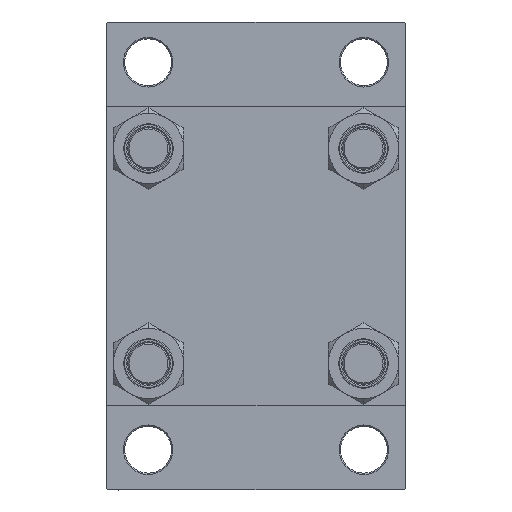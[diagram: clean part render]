
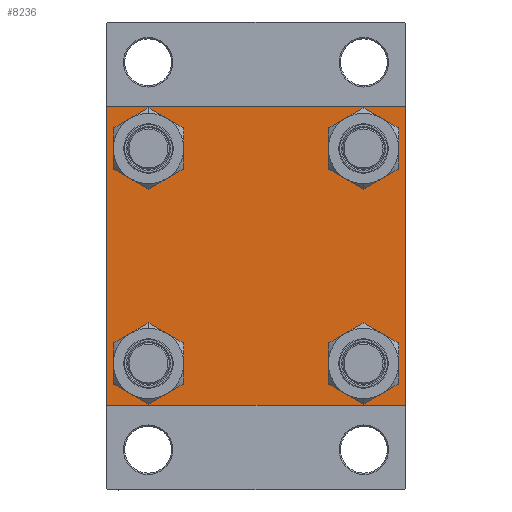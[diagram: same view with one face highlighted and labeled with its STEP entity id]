
A CAD part, left-side view. The second image highlights one B-rep face of the part: STEP entity #8236.
In plain terms, the highlighted planar face has unit normal (-1, 0, 0).
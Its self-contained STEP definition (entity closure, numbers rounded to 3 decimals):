
#152 = ORIENTED_EDGE ( 'NONE', *, *, #41163, .T. ) ;
#702 = CIRCLE ( 'NONE', #47584, 8.5 ) ;
#893 = AXIS2_PLACEMENT_3D ( 'NONE', #17061, #36359, #39312 ) ;
#1266 = DIRECTION ( 'NONE',  ( 0., -0.707, -0.707 ) ) ;
#1438 = CARTESIAN_POINT ( 'NONE',  ( 0., 57., -57.5 ) ) ;
#1530 = FACE_BOUND ( 'NONE', #11278, .T. ) ;
#1664 = CIRCLE ( 'NONE', #18838, 8.5 ) ;
#1673 = DIRECTION ( 'NONE',  ( 0., 0., -1. ) ) ;
#2252 = CARTESIAN_POINT ( 'NONE',  ( 0., -57.5, 57. ) ) ;
#2821 = VERTEX_POINT ( 'NONE', #41794 ) ;
#2926 = DIRECTION ( 'NONE',  ( 0., 0., 1. ) ) ;
#3136 = CARTESIAN_POINT ( 'NONE',  ( 0., -41.35, -32.85 ) ) ;
#3190 = CARTESIAN_POINT ( 'NONE',  ( 0., -41.35, 41.35 ) ) ;
#3225 = ORIENTED_EDGE ( 'NONE', *, *, #34054, .T. ) ;
#3370 = CARTESIAN_POINT ( 'NONE',  ( 0., 41.35, -41.35 ) ) ;
#3865 = CARTESIAN_POINT ( 'NONE',  ( 0., -57., 57.5 ) ) ;
#3907 = CARTESIAN_POINT ( 'NONE',  ( 0., -57.5, 57.5 ) ) ;
#4047 = CARTESIAN_POINT ( 'NONE',  ( 0., -57.25, -57.25 ) ) ;
#4475 = PLANE ( 'NONE',  #13678 ) ;
#4899 = VERTEX_POINT ( 'NONE', #2252 ) ;
#5339 = VECTOR ( 'NONE', #9575, 1000. ) ;
#5606 = CIRCLE ( 'NONE', #31337, 8.5 ) ;
#5845 = CIRCLE ( 'NONE', #17550, 8.5 ) ;
#6012 = VERTEX_POINT ( 'NONE', #16863 ) ;
#6340 = AXIS2_PLACEMENT_3D ( 'NONE', #45559, #19651, #44612 ) ;
#6510 = EDGE_LOOP ( 'NONE', ( #37047, #152 ) ) ;
#6654 = EDGE_LOOP ( 'NONE', ( #33939, #43322 ) ) ;
#6659 = ORIENTED_EDGE ( 'NONE', *, *, #41888, .T. ) ;
#7145 = EDGE_CURVE ( 'NONE', #14583, #31831, #5845, .T. ) ;
#7217 = DIRECTION ( 'NONE',  ( 0., 0., 1. ) ) ;
#7452 = CARTESIAN_POINT ( 'NONE',  ( 0., -41.35, 32.85 ) ) ;
#7693 = VERTEX_POINT ( 'NONE', #7452 ) ;
#8149 = DIRECTION ( 'NONE',  ( -1., 0., 0. ) ) ;
#8236 = ADVANCED_FACE ( 'NONE', ( #1530, #12065, #38684, #41868, #30612 ), #4475, .T. ) ;
#8630 = DIRECTION ( 'NONE',  ( 0., 0., 1. ) ) ;
#8646 = DIRECTION ( 'NONE',  ( 0., 0.707, 0.707 ) ) ;
#8885 = LINE ( 'NONE', #24263, #25676 ) ;
#9575 = DIRECTION ( 'NONE',  ( 0., 0.707, -0.707 ) ) ;
#9984 = DIRECTION ( 'NONE',  ( 0., 0., 1. ) ) ;
#10173 = DIRECTION ( 'NONE',  ( 0., 0., -1. ) ) ;
#10628 = VERTEX_POINT ( 'NONE', #19767 ) ;
#11278 = EDGE_LOOP ( 'NONE', ( #13961, #20848 ) ) ;
#11513 = VERTEX_POINT ( 'NONE', #1438 ) ;
#12065 = FACE_BOUND ( 'NONE', #6510, .T. ) ;
#13016 = VERTEX_POINT ( 'NONE', #37466 ) ;
#13152 = DIRECTION ( 'NONE',  ( 0., 0., 1. ) ) ;
#13659 = VERTEX_POINT ( 'NONE', #35045 ) ;
#13678 = AXIS2_PLACEMENT_3D ( 'NONE', #16674, #8149, #8630 ) ;
#13685 = CARTESIAN_POINT ( 'NONE',  ( 0., -41.35, 41.35 ) ) ;
#13961 = ORIENTED_EDGE ( 'NONE', *, *, #46271, .T. ) ;
#13992 = EDGE_CURVE ( 'NONE', #41785, #14607, #47977, .T. ) ;
#14136 = CARTESIAN_POINT ( 'NONE',  ( 0., 41.35, 41.35 ) ) ;
#14201 = CARTESIAN_POINT ( 'NONE',  ( 0., 57.25, 57.25 ) ) ;
#14583 = VERTEX_POINT ( 'NONE', #3136 ) ;
#14607 = VERTEX_POINT ( 'NONE', #3865 ) ;
#14985 = EDGE_CURVE ( 'NONE', #33144, #11513, #19850, .T. ) ;
#15196 = EDGE_CURVE ( 'NONE', #41785, #31771, #28131, .T. ) ;
#15754 = AXIS2_PLACEMENT_3D ( 'NONE', #3190, #40095, #35949 ) ;
#15981 = EDGE_LOOP ( 'NONE', ( #24080, #41195 ) ) ;
#16674 = CARTESIAN_POINT ( 'NONE',  ( 0., 0., 0. ) ) ;
#16863 = CARTESIAN_POINT ( 'NONE',  ( 0., -41.35, 49.85 ) ) ;
#17061 = CARTESIAN_POINT ( 'NONE',  ( 0., 41.35, -41.35 ) ) ;
#17187 = LINE ( 'NONE', #17904, #41546 ) ;
#17550 = AXIS2_PLACEMENT_3D ( 'NONE', #39067, #20500, #13152 ) ;
#17904 = CARTESIAN_POINT ( 'NONE',  ( 0., 57.5, -57.5 ) ) ;
#18004 = AXIS2_PLACEMENT_3D ( 'NONE', #14136, #20752, #21711 ) ;
#18160 = CARTESIAN_POINT ( 'NONE',  ( 0., 57.5, 57.5 ) ) ;
#18784 = CIRCLE ( 'NONE', #18004, 8.5 ) ;
#18838 = AXIS2_PLACEMENT_3D ( 'NONE', #13685, #43509, #2926 ) ;
#18955 = DIRECTION ( 'NONE',  ( 0., -0.707, 0.707 ) ) ;
#19333 = CARTESIAN_POINT ( 'NONE',  ( 0., 41.35, -49.85 ) ) ;
#19651 = DIRECTION ( 'NONE',  ( 1., 0., 0. ) ) ;
#19767 = CARTESIAN_POINT ( 'NONE',  ( 0., -57.5, -57. ) ) ;
#19850 = LINE ( 'NONE', #45512, #28741 ) ;
#20500 = DIRECTION ( 'NONE',  ( 1., 0., 0. ) ) ;
#20628 = EDGE_CURVE ( 'NONE', #4899, #14607, #8885, .T. ) ;
#20752 = DIRECTION ( 'NONE',  ( 1., 0., 0. ) ) ;
#20848 = ORIENTED_EDGE ( 'NONE', *, *, #45247, .T. ) ;
#21204 = EDGE_CURVE ( 'NONE', #13659, #38958, #702, .T. ) ;
#21711 = DIRECTION ( 'NONE',  ( 0., 0., 1. ) ) ;
#22439 = VECTOR ( 'NONE', #44557, 1000. ) ;
#22474 = LINE ( 'NONE', #3907, #39959 ) ;
#23688 = EDGE_CURVE ( 'NONE', #38958, #13659, #18784, .T. ) ;
#24080 = ORIENTED_EDGE ( 'NONE', *, *, #46469, .T. ) ;
#24263 = CARTESIAN_POINT ( 'NONE',  ( 0., -57.25, 57.25 ) ) ;
#24609 = EDGE_CURVE ( 'NONE', #4899, #10628, #22474, .T. ) ;
#25173 = EDGE_CURVE ( 'NONE', #11513, #2821, #17187, .T. ) ;
#25523 = CARTESIAN_POINT ( 'NONE',  ( 0., 57.5, -57. ) ) ;
#25676 = VECTOR ( 'NONE', #8646, 1000. ) ;
#26469 = ORIENTED_EDGE ( 'NONE', *, *, #20628, .T. ) ;
#27432 = CIRCLE ( 'NONE', #15754, 8.5 ) ;
#28131 = LINE ( 'NONE', #14201, #5339 ) ;
#28727 = CARTESIAN_POINT ( 'NONE',  ( 0., 57., 57.5 ) ) ;
#28741 = VECTOR ( 'NONE', #1266, 1000. ) ;
#29196 = CARTESIAN_POINT ( 'NONE',  ( 0., 41.35, 41.35 ) ) ;
#29291 = CARTESIAN_POINT ( 'NONE',  ( 0., 57.5, 57. ) ) ;
#29384 = DIRECTION ( 'NONE',  ( 0., -1., 0. ) ) ;
#30612 = FACE_OUTER_BOUND ( 'NONE', #45789, .T. ) ;
#31219 = ORIENTED_EDGE ( 'NONE', *, *, #13992, .F. ) ;
#31337 = AXIS2_PLACEMENT_3D ( 'NONE', #3370, #40029, #9984 ) ;
#31771 = VERTEX_POINT ( 'NONE', #29291 ) ;
#31831 = VERTEX_POINT ( 'NONE', #45895 ) ;
#33144 = VERTEX_POINT ( 'NONE', #25523 ) ;
#33335 = ORIENTED_EDGE ( 'NONE', *, *, #24609, .F. ) ;
#33654 = CIRCLE ( 'NONE', #6340, 8.5 ) ;
#33939 = ORIENTED_EDGE ( 'NONE', *, *, #21204, .T. ) ;
#34054 = EDGE_CURVE ( 'NONE', #31771, #33144, #39737, .T. ) ;
#35045 = CARTESIAN_POINT ( 'NONE',  ( 0., 41.35, 49.85 ) ) ;
#35594 = CARTESIAN_POINT ( 'NONE',  ( 0., 57.5, 57.5 ) ) ;
#35949 = DIRECTION ( 'NONE',  ( 0., 0., 1. ) ) ;
#36359 = DIRECTION ( 'NONE',  ( 1., 0., 0. ) ) ;
#36813 = CIRCLE ( 'NONE', #893, 8.5 ) ;
#37047 = ORIENTED_EDGE ( 'NONE', *, *, #7145, .T. ) ;
#37466 = CARTESIAN_POINT ( 'NONE',  ( 0., 41.35, -32.85 ) ) ;
#37542 = LINE ( 'NONE', #4047, #44633 ) ;
#37898 = ORIENTED_EDGE ( 'NONE', *, *, #15196, .T. ) ;
#38381 = VERTEX_POINT ( 'NONE', #19333 ) ;
#38684 = FACE_BOUND ( 'NONE', #15981, .T. ) ;
#38958 = VERTEX_POINT ( 'NONE', #40195 ) ;
#39067 = CARTESIAN_POINT ( 'NONE',  ( 0., -41.35, -41.35 ) ) ;
#39312 = DIRECTION ( 'NONE',  ( 0., 0., 1. ) ) ;
#39737 = LINE ( 'NONE', #35594, #43570 ) ;
#39959 = VECTOR ( 'NONE', #1673, 1000. ) ;
#39964 = DIRECTION ( 'NONE',  ( 1., 0., 0. ) ) ;
#40029 = DIRECTION ( 'NONE',  ( 1., 0., 0. ) ) ;
#40095 = DIRECTION ( 'NONE',  ( 1., 0., 0. ) ) ;
#40195 = CARTESIAN_POINT ( 'NONE',  ( 0., 41.35, 32.85 ) ) ;
#41163 = EDGE_CURVE ( 'NONE', #31831, #14583, #33654, .T. ) ;
#41195 = ORIENTED_EDGE ( 'NONE', *, *, #45550, .T. ) ;
#41546 = VECTOR ( 'NONE', #29384, 1000. ) ;
#41785 = VERTEX_POINT ( 'NONE', #28727 ) ;
#41794 = CARTESIAN_POINT ( 'NONE',  ( 0., -57., -57.5 ) ) ;
#41868 = FACE_BOUND ( 'NONE', #6654, .T. ) ;
#41888 = EDGE_CURVE ( 'NONE', #2821, #10628, #37542, .T. ) ;
#42898 = ORIENTED_EDGE ( 'NONE', *, *, #14985, .T. ) ;
#43322 = ORIENTED_EDGE ( 'NONE', *, *, #23688, .T. ) ;
#43509 = DIRECTION ( 'NONE',  ( 1., 0., 0. ) ) ;
#43570 = VECTOR ( 'NONE', #10173, 1000. ) ;
#44557 = DIRECTION ( 'NONE',  ( 0., -1., 0. ) ) ;
#44612 = DIRECTION ( 'NONE',  ( 0., 0., 1. ) ) ;
#44633 = VECTOR ( 'NONE', #18955, 1000. ) ;
#45193 = ORIENTED_EDGE ( 'NONE', *, *, #25173, .T. ) ;
#45247 = EDGE_CURVE ( 'NONE', #7693, #6012, #1664, .T. ) ;
#45512 = CARTESIAN_POINT ( 'NONE',  ( 0., 57.25, -57.25 ) ) ;
#45550 = EDGE_CURVE ( 'NONE', #38381, #13016, #36813, .T. ) ;
#45559 = CARTESIAN_POINT ( 'NONE',  ( 0., -41.35, -41.35 ) ) ;
#45789 = EDGE_LOOP ( 'NONE', ( #3225, #42898, #45193, #6659, #33335, #26469, #31219, #37898 ) ) ;
#45895 = CARTESIAN_POINT ( 'NONE',  ( 0., -41.35, -49.85 ) ) ;
#46271 = EDGE_CURVE ( 'NONE', #6012, #7693, #27432, .T. ) ;
#46469 = EDGE_CURVE ( 'NONE', #13016, #38381, #5606, .T. ) ;
#47584 = AXIS2_PLACEMENT_3D ( 'NONE', #29196, #39964, #7217 ) ;
#47977 = LINE ( 'NONE', #18160, #22439 ) ;
